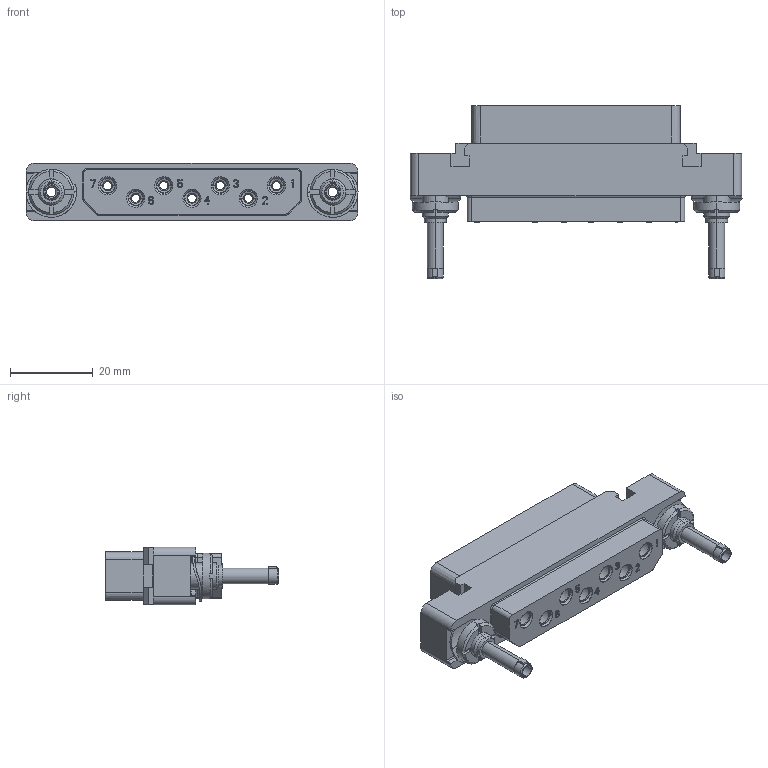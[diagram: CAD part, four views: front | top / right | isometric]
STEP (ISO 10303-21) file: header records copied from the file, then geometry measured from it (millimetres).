
FILE_DESCRIPTION((''),'2;1');
FILE_NAME('00197761300','2020-09-23T',('presta_be4'),(''),'CREO PARAMETRIC BY PTC INC, 2018360','CREO PARAMETRIC BY PTC INC, 2018360','');
FILE_SCHEMA(('CONFIG_CONTROL_DESIGN'));
Products named in the file (1): 00197761300
Bounding box: 80.2 x 41.84 x 14 mm (x, y, z)
Volume: 17409.5 mm3; surface area: 13879.3 mm2
Topology: 1 solids, 1 shells, 1811 faces, 4763 edges, 3076 vertices
Faces by surface type: plane 1046, cylinder 417, cone 168, torus 148, bspline 28, extrusion 4
Entity records: 58688 total; most frequent: CARTESIAN_POINT 13737, ORIENTED_EDGE 9526, DIRECTION 9107, EDGE_CURVE 4763, VECTOR 3217, LINE 3213, VERTEX_POINT 3076, AXIS2_PLACEMENT_3D 2945
